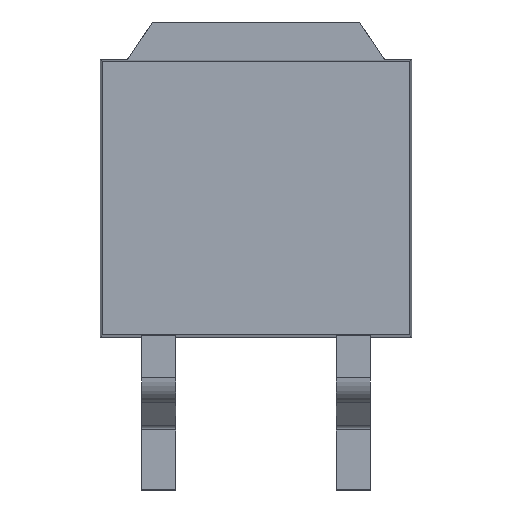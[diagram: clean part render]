
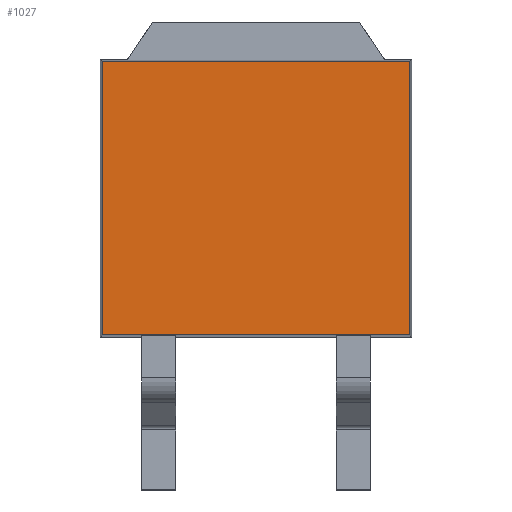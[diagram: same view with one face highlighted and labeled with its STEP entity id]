
A CAD part, top view. The second image highlights one B-rep face of the part: STEP entity #1027.
In plain terms, the highlighted planar face has unit normal (0, 0, 1).
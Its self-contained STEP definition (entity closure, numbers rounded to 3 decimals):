
#33=PLANE('',#1080);
#86=LINE('',#1403,#176);
#93=LINE('',#1418,#183);
#97=LINE('',#1425,#187);
#99=LINE('',#1428,#189);
#176=VECTOR('',#1191,1000.);
#183=VECTOR('',#1200,1000.);
#187=VECTOR('',#1206,1000.);
#189=VECTOR('',#1210,1000.);
#328=ORIENTED_EDGE('',*,*,#486,.T.);
#329=ORIENTED_EDGE('',*,*,#497,.T.);
#330=ORIENTED_EDGE('',*,*,#493,.T.);
#331=ORIENTED_EDGE('',*,*,#499,.T.);
#486=EDGE_CURVE('',#581,#580,#86,.F.);
#493=EDGE_CURVE('',#588,#587,#93,.F.);
#497=EDGE_CURVE('',#580,#588,#97,.F.);
#499=EDGE_CURVE('',#587,#581,#99,.F.);
#580=VERTEX_POINT('',#1402);
#581=VERTEX_POINT('',#1404);
#587=VERTEX_POINT('',#1417);
#588=VERTEX_POINT('',#1419);
#655=EDGE_LOOP('',(#328,#329,#330,#331));
#697=FACE_BOUND('',#655,.T.);
#1027=ADVANCED_FACE('',(#697),#33,.T.);
#1080=AXIS2_PLACEMENT_3D('',#1429,#1211,#1212);
#1191=DIRECTION('',(-1.,0.,0.));
#1200=DIRECTION('',(1.,0.,0.));
#1206=DIRECTION('',(0.,-1.,0.));
#1210=DIRECTION('',(0.,1.,0.));
#1211=DIRECTION('',(0.,0.,1.));
#1212=DIRECTION('',(1.,0.,0.));
#1402=CARTESIAN_POINT('',(4.007,-3.562,2.79));
#1403=CARTESIAN_POINT('',(0.,-3.562,2.79));
#1404=CARTESIAN_POINT('',(-4.007,-3.562,2.79));
#1417=CARTESIAN_POINT('',(-4.007,3.562,2.79));
#1418=CARTESIAN_POINT('',(0.,3.562,2.79));
#1419=CARTESIAN_POINT('',(4.007,3.562,2.79));
#1425=CARTESIAN_POINT('',(4.007,0.,2.79));
#1428=CARTESIAN_POINT('',(-4.007,0.,2.79));
#1429=CARTESIAN_POINT('',(0.,0.,2.79));
